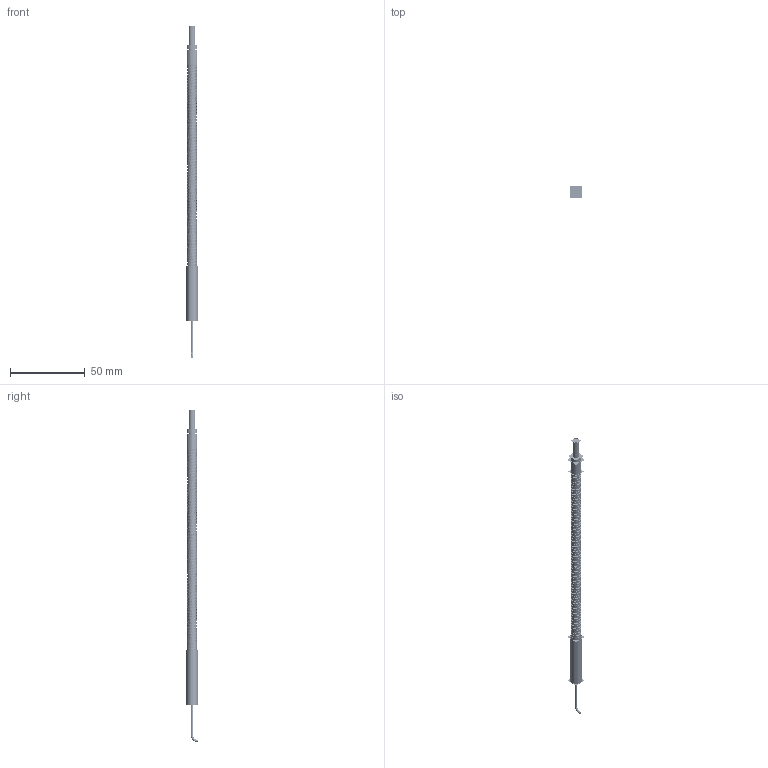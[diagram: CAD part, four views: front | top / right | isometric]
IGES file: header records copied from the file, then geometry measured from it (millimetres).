
Start section:  PTC IGES file: 193313.igs
Global section: file name: 193313.igs; native system: Creo Parametric by Parametric Technology Corporation; preprocessor: 2013230; author: pdmadmin; organization: Unknown; date: 20160210.094652; units: millimetre
Bounding box: 8.28 x 8.32 x 222.54 mm (x, y, z)
Volume: 2475.6 mm3; surface area: 54650.2 mm2
Topology: 5 solids, 6 shells, 538 faces, 2270 edges, 2652 vertices
Faces by surface type: bspline 462, revolution 76
